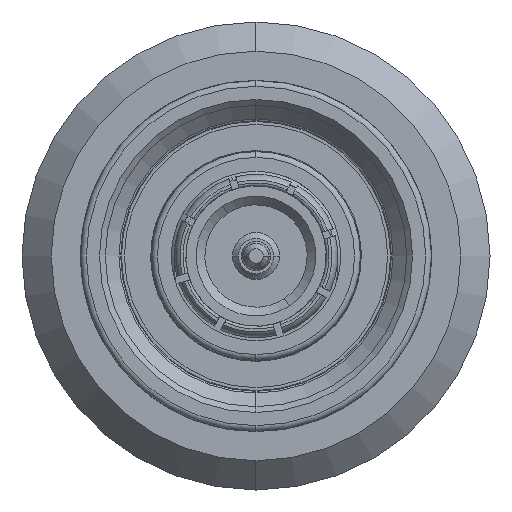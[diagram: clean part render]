
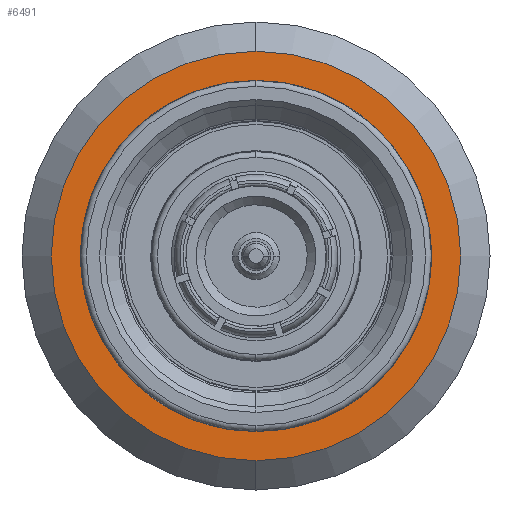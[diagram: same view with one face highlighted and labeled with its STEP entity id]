
A CAD part, left-side view. The second image highlights one B-rep face of the part: STEP entity #6491.
In plain terms, the highlighted planar face has unit normal (-1, 0, 0).
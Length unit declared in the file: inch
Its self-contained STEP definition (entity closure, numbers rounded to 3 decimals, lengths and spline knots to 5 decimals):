
#28 = EDGE_CURVE ( 'NONE', #1867, #1336, #1978, .T. ) ;
#293 = CIRCLE ( 'NONE', #7052, 0.17717 ) ;
#339 = PLANE ( 'NONE',  #2030 ) ;
#529 = DIRECTION ( 'NONE',  ( 0., 1., 0. ) ) ;
#1026 = DIRECTION ( 'NONE',  ( 1., 0., 0. ) ) ;
#1061 = DIRECTION ( 'NONE',  ( 0., 0., -1. ) ) ;
#1075 = CARTESIAN_POINT ( 'NONE',  ( 0.47244, 0., -0.17717 ) ) ;
#1305 = DIRECTION ( 'NONE',  ( -1., 0., 0. ) ) ;
#1312 = AXIS2_PLACEMENT_3D ( 'NONE', #2224, #6229, #1061 ) ;
#1336 = VERTEX_POINT ( 'NONE', #4479 ) ;
#1638 = FACE_BOUND ( 'NONE', #5334, .T. ) ;
#1867 = VERTEX_POINT ( 'NONE', #7339 ) ;
#1978 = CIRCLE ( 'NONE', #4677, 0.27559 ) ;
#2002 = VERTEX_POINT ( 'NONE', #1075 ) ;
#2007 = FACE_OUTER_BOUND ( 'NONE', #2698, .T. ) ;
#2030 = AXIS2_PLACEMENT_3D ( 'NONE', #2811, #1026, #529 ) ;
#2181 = CARTESIAN_POINT ( 'NONE',  ( 0.47244, 0., 0.17717 ) ) ;
#2224 = CARTESIAN_POINT ( 'NONE',  ( 0.47244, 0., 0. ) ) ;
#2500 = ORIENTED_EDGE ( 'NONE', *, *, #3707, .F. ) ;
#2698 = EDGE_LOOP ( 'NONE', ( #6998, #3022 ) ) ;
#2811 = CARTESIAN_POINT ( 'NONE',  ( 0.47244, -0.17717, 0. ) ) ;
#2891 = DIRECTION ( 'NONE',  ( 0., 0., 1. ) ) ;
#3022 = ORIENTED_EDGE ( 'NONE', *, *, #3032, .T. ) ;
#3032 = EDGE_CURVE ( 'NONE', #1336, #1867, #5548, .T. ) ;
#3092 = CARTESIAN_POINT ( 'NONE',  ( 0.47244, 0., 0. ) ) ;
#3451 = CARTESIAN_POINT ( 'NONE',  ( 0.47244, 0., 0. ) ) ;
#3463 = ORIENTED_EDGE ( 'NONE', *, *, #6415, .F. ) ;
#3707 = EDGE_CURVE ( 'NONE', #6003, #2002, #4467, .T. ) ;
#3805 = CARTESIAN_POINT ( 'NONE',  ( 0.47244, 0., 0. ) ) ;
#3876 = DIRECTION ( 'NONE',  ( 0., 0., 1. ) ) ;
#3899 = DIRECTION ( 'NONE',  ( -1., 0., 0. ) ) ;
#4467 = CIRCLE ( 'NONE', #4907, 0.17717 ) ;
#4479 = CARTESIAN_POINT ( 'NONE',  ( 0.47244, 0., 0.27559 ) ) ;
#4677 = AXIS2_PLACEMENT_3D ( 'NONE', #3092, #1305, #5963 ) ;
#4907 = AXIS2_PLACEMENT_3D ( 'NONE', #3451, #7423, #2891 ) ;
#5334 = EDGE_LOOP ( 'NONE', ( #2500, #3463 ) ) ;
#5548 = CIRCLE ( 'NONE', #1312, 0.27559 ) ;
#5963 = DIRECTION ( 'NONE',  ( 0., 0., -1. ) ) ;
#6003 = VERTEX_POINT ( 'NONE', #2181 ) ;
#6229 = DIRECTION ( 'NONE',  ( -1., 0., 0. ) ) ;
#6415 = EDGE_CURVE ( 'NONE', #2002, #6003, #293, .T. ) ;
#6491 = ADVANCED_FACE ( 'NONE', ( #2007, #1638 ), #339, .F. ) ;
#6998 = ORIENTED_EDGE ( 'NONE', *, *, #28, .T. ) ;
#7052 = AXIS2_PLACEMENT_3D ( 'NONE', #3805, #3899, #3876 ) ;
#7339 = CARTESIAN_POINT ( 'NONE',  ( 0.47244, 0., -0.27559 ) ) ;
#7423 = DIRECTION ( 'NONE',  ( -1., 0., 0. ) ) ;
